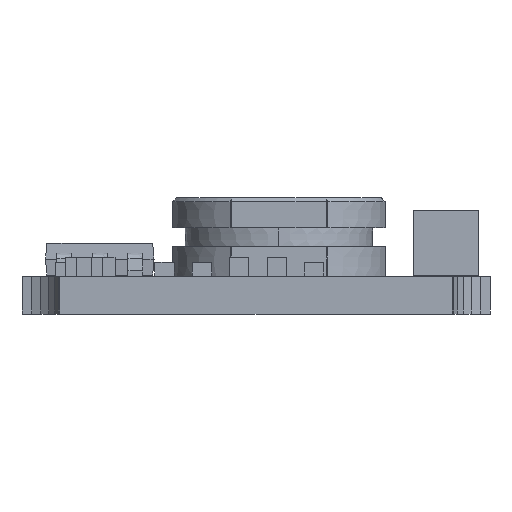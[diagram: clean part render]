
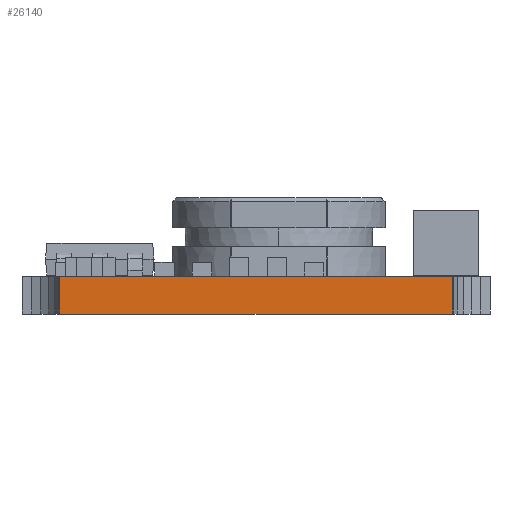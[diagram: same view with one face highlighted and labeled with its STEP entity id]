
A CAD part, front view. The second image highlights one B-rep face of the part: STEP entity #26140.
In plain terms, the highlighted planar face has unit normal (0, -1, 0).
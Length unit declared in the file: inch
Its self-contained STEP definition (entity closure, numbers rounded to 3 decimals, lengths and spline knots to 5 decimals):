
#4435 = VECTOR ( 'NONE', #4847, 39.37008 ) ;
#4847 = DIRECTION ( 'NONE',  ( 1., 0., 0. ) ) ;
#5713 = VECTOR ( 'NONE', #41580, 39.37008 ) ;
#6515 = LINE ( 'NONE', #15475, #10466 ) ;
#7603 = EDGE_CURVE ( 'NONE', #22619, #40624, #57107, .T. ) ;
#8587 = LINE ( 'NONE', #56820, #46526 ) ;
#8886 = CARTESIAN_POINT ( 'NONE',  ( 0.03146, 0., 0. ) ) ;
#10466 = VECTOR ( 'NONE', #33148, 39.37008 ) ;
#10655 = CARTESIAN_POINT ( 'NONE',  ( 0.24606, 0., -0.03938 ) ) ;
#12637 = DIRECTION ( 'NONE',  ( 0., 0., -1. ) ) ;
#15475 = CARTESIAN_POINT ( 'NONE',  ( 0.03971, 0., -0.01969 ) ) ;
#18737 = CARTESIAN_POINT ( 'NONE',  ( 0.03146, 0., 0.00088 ) ) ;
#19024 = FACE_OUTER_BOUND ( 'NONE', #56584, .T. ) ;
#22619 = VERTEX_POINT ( 'NONE', #31999 ) ;
#23079 = DIRECTION ( 'NONE',  ( 1., 0., 0. ) ) ;
#23970 = EDGE_CURVE ( 'NONE', #51955, #32949, #50269, .T. ) ;
#26140 = ADVANCED_FACE ( 'NONE', ( #19024 ), #27416, .F. ) ;
#26187 = ORIENTED_EDGE ( 'NONE', *, *, #23970, .F. ) ;
#26599 = EDGE_CURVE ( 'NONE', #32949, #22619, #6515, .T. ) ;
#27416 = PLANE ( 'NONE',  #38120 ) ;
#30617 = CARTESIAN_POINT ( 'NONE',  ( 0.03971, 0., -0.03938 ) ) ;
#31999 = CARTESIAN_POINT ( 'NONE',  ( 0.03971, 0., 0. ) ) ;
#32949 = VERTEX_POINT ( 'NONE', #30617 ) ;
#33148 = DIRECTION ( 'NONE',  ( 0., 0., 1. ) ) ;
#33440 = CARTESIAN_POINT ( 'NONE',  ( 0.45242, 0., -0.03938 ) ) ;
#38120 = AXIS2_PLACEMENT_3D ( 'NONE', #18737, #45056, #23079 ) ;
#40293 = ORIENTED_EDGE ( 'NONE', *, *, #7603, .F. ) ;
#40624 = VERTEX_POINT ( 'NONE', #51422 ) ;
#41580 = DIRECTION ( 'NONE',  ( -1., 0., 0. ) ) ;
#42309 = EDGE_CURVE ( 'NONE', #40624, #51955, #8587, .T. ) ;
#45056 = DIRECTION ( 'NONE',  ( 0., 1., 0. ) ) ;
#46526 = VECTOR ( 'NONE', #12637, 39.37008 ) ;
#50269 = LINE ( 'NONE', #10655, #5713 ) ;
#51422 = CARTESIAN_POINT ( 'NONE',  ( 0.45242, 0., 0. ) ) ;
#51424 = ORIENTED_EDGE ( 'NONE', *, *, #42309, .F. ) ;
#51955 = VERTEX_POINT ( 'NONE', #33440 ) ;
#55635 = ORIENTED_EDGE ( 'NONE', *, *, #26599, .F. ) ;
#56584 = EDGE_LOOP ( 'NONE', ( #40293, #55635, #26187, #51424 ) ) ;
#56820 = CARTESIAN_POINT ( 'NONE',  ( 0.45242, 0., -0.01969 ) ) ;
#57107 = LINE ( 'NONE', #8886, #4435 ) ;
